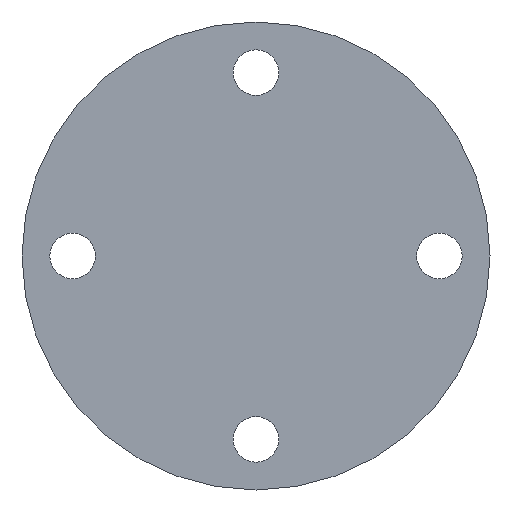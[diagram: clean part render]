
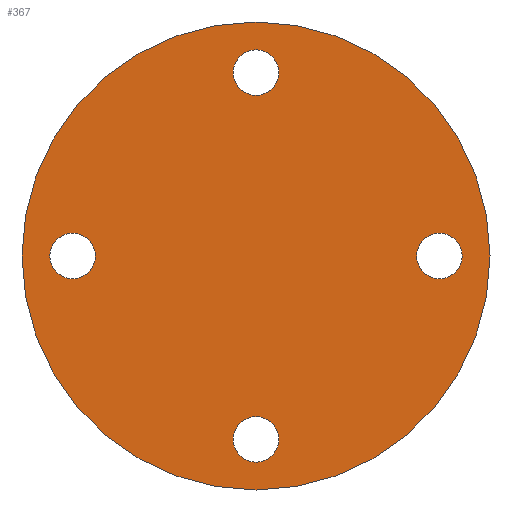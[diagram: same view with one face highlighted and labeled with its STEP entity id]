
A CAD part, front view. The second image highlights one B-rep face of the part: STEP entity #367.
In plain terms, the highlighted planar face has unit normal (0, -1, 0).
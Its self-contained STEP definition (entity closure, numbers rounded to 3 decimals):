
#6 = CARTESIAN_POINT ( 'NONE',  ( 0., 0., 0. ) ) ;
#11 = CARTESIAN_POINT ( 'NONE',  ( -92.5, 0., 0. ) ) ;
#12 = DIRECTION ( 'NONE',  ( 1., 0., 0. ) ) ;
#13 = VERTEX_POINT ( 'NONE', #314 ) ;
#15 = EDGE_LOOP ( 'NONE', ( #157, #34 ) ) ;
#18 = CARTESIAN_POINT ( 'NONE',  ( 72.5, 0., 0. ) ) ;
#19 = VERTEX_POINT ( 'NONE', #424 ) ;
#26 = AXIS2_PLACEMENT_3D ( 'NONE', #11, #456, #52 ) ;
#28 = CARTESIAN_POINT ( 'NONE',  ( 63.5, 0., 0. ) ) ;
#34 = ORIENTED_EDGE ( 'NONE', *, *, #232, .F. ) ;
#48 = AXIS2_PLACEMENT_3D ( 'NONE', #323, #144, #146 ) ;
#50 = ORIENTED_EDGE ( 'NONE', *, *, #432, .F. ) ;
#52 = DIRECTION ( 'NONE',  ( 0., 0., -1. ) ) ;
#53 = ORIENTED_EDGE ( 'NONE', *, *, #183, .F. ) ;
#60 = CARTESIAN_POINT ( 'NONE',  ( 72.5, 0., 0. ) ) ;
#65 = CARTESIAN_POINT ( 'NONE',  ( 0., 0., 81.5 ) ) ;
#66 = AXIS2_PLACEMENT_3D ( 'NONE', #60, #347, #430 ) ;
#76 = EDGE_CURVE ( 'NONE', #224, #91, #147, .T. ) ;
#81 = ORIENTED_EDGE ( 'NONE', *, *, #162, .F. ) ;
#86 = AXIS2_PLACEMENT_3D ( 'NONE', #6, #181, #398 ) ;
#91 = VERTEX_POINT ( 'NONE', #390 ) ;
#93 = CIRCLE ( 'NONE', #421, 9. ) ;
#95 = CARTESIAN_POINT ( 'NONE',  ( 0., 0., -72.5 ) ) ;
#98 = DIRECTION ( 'NONE',  ( -1., 0., 0. ) ) ;
#102 = DIRECTION ( 'NONE',  ( 0., -1., 0. ) ) ;
#106 = CARTESIAN_POINT ( 'NONE',  ( 0., 0., -92.5 ) ) ;
#114 = VERTEX_POINT ( 'NONE', #65 ) ;
#115 = AXIS2_PLACEMENT_3D ( 'NONE', #462, #428, #98 ) ;
#117 = VERTEX_POINT ( 'NONE', #28 ) ;
#125 = EDGE_LOOP ( 'NONE', ( #275, #53 ) ) ;
#126 = DIRECTION ( 'NONE',  ( 0., -1., 0. ) ) ;
#131 = CIRCLE ( 'NONE', #349, 9. ) ;
#132 = EDGE_CURVE ( 'NONE', #19, #308, #93, .T. ) ;
#136 = EDGE_CURVE ( 'NONE', #308, #19, #357, .T. ) ;
#138 = DIRECTION ( 'NONE',  ( 0., 0., -1. ) ) ;
#144 = DIRECTION ( 'NONE',  ( 0., 1., 0. ) ) ;
#146 = DIRECTION ( 'NONE',  ( 0., 0., 1. ) ) ;
#147 = CIRCLE ( 'NONE', #115, 9. ) ;
#154 = DIRECTION ( 'NONE',  ( 0., -1., 0. ) ) ;
#155 = CARTESIAN_POINT ( 'NONE',  ( 0., 0., 63.5 ) ) ;
#157 = ORIENTED_EDGE ( 'NONE', *, *, #210, .F. ) ;
#161 = ORIENTED_EDGE ( 'NONE', *, *, #389, .F. ) ;
#162 = EDGE_CURVE ( 'NONE', #117, #13, #353, .T. ) ;
#171 = CIRCLE ( 'NONE', #315, 9. ) ;
#178 = DIRECTION ( 'NONE',  ( 0., 0., 1. ) ) ;
#181 = DIRECTION ( 'NONE',  ( 0., 1., 0. ) ) ;
#183 = EDGE_CURVE ( 'NONE', #253, #215, #193, .T. ) ;
#193 = CIRCLE ( 'NONE', #48, 92.5 ) ;
#198 = ORIENTED_EDGE ( 'NONE', *, *, #136, .F. ) ;
#202 = DIRECTION ( 'NONE',  ( 0., -1., 0. ) ) ;
#206 = AXIS2_PLACEMENT_3D ( 'NONE', #18, #328, #12 ) ;
#207 = CIRCLE ( 'NONE', #269, 9. ) ;
#210 = EDGE_CURVE ( 'NONE', #114, #369, #171, .T. ) ;
#212 = AXIS2_PLACEMENT_3D ( 'NONE', #95, #102, #237 ) ;
#215 = VERTEX_POINT ( 'NONE', #298 ) ;
#219 = CARTESIAN_POINT ( 'NONE',  ( 0., 0., -81.5 ) ) ;
#224 = VERTEX_POINT ( 'NONE', #321 ) ;
#231 = CIRCLE ( 'NONE', #206, 9. ) ;
#232 = EDGE_CURVE ( 'NONE', #369, #114, #207, .T. ) ;
#234 = FACE_BOUND ( 'NONE', #266, .T. ) ;
#237 = DIRECTION ( 'NONE',  ( 0., 0., -1. ) ) ;
#244 = CARTESIAN_POINT ( 'NONE',  ( 0., 0., 72.5 ) ) ;
#253 = VERTEX_POINT ( 'NONE', #106 ) ;
#264 = EDGE_LOOP ( 'NONE', ( #161, #81 ) ) ;
#266 = EDGE_LOOP ( 'NONE', ( #198, #451 ) ) ;
#268 = EDGE_CURVE ( 'NONE', #215, #253, #440, .T. ) ;
#269 = AXIS2_PLACEMENT_3D ( 'NONE', #406, #154, #178 ) ;
#275 = ORIENTED_EDGE ( 'NONE', *, *, #268, .F. ) ;
#292 = DIRECTION ( 'NONE',  ( 0., 0., 1. ) ) ;
#298 = CARTESIAN_POINT ( 'NONE',  ( 0., 0., 92.5 ) ) ;
#302 = ORIENTED_EDGE ( 'NONE', *, *, #76, .F. ) ;
#304 = FACE_BOUND ( 'NONE', #324, .T. ) ;
#306 = FACE_BOUND ( 'NONE', #264, .T. ) ;
#308 = VERTEX_POINT ( 'NONE', #219 ) ;
#314 = CARTESIAN_POINT ( 'NONE',  ( 81.5, 0., 0. ) ) ;
#315 = AXIS2_PLACEMENT_3D ( 'NONE', #244, #435, #292 ) ;
#321 = CARTESIAN_POINT ( 'NONE',  ( -81.5, 0., 0. ) ) ;
#323 = CARTESIAN_POINT ( 'NONE',  ( 0., 0., 0. ) ) ;
#324 = EDGE_LOOP ( 'NONE', ( #302, #50 ) ) ;
#328 = DIRECTION ( 'NONE',  ( 0., -1., 0. ) ) ;
#339 = FACE_BOUND ( 'NONE', #15, .T. ) ;
#347 = DIRECTION ( 'NONE',  ( 0., -1., 0. ) ) ;
#349 = AXIS2_PLACEMENT_3D ( 'NONE', #450, #126, #412 ) ;
#353 = CIRCLE ( 'NONE', #66, 9. ) ;
#355 = CARTESIAN_POINT ( 'NONE',  ( 0., 0., -72.5 ) ) ;
#357 = CIRCLE ( 'NONE', #212, 9. ) ;
#367 = ADVANCED_FACE ( 'NONE', ( #304, #339, #306, #234, #454 ), #452, .T. ) ;
#369 = VERTEX_POINT ( 'NONE', #155 ) ;
#389 = EDGE_CURVE ( 'NONE', #13, #117, #231, .T. ) ;
#390 = CARTESIAN_POINT ( 'NONE',  ( -63.5, 0., 0. ) ) ;
#398 = DIRECTION ( 'NONE',  ( 0., 0., 1. ) ) ;
#406 = CARTESIAN_POINT ( 'NONE',  ( 0., 0., 72.5 ) ) ;
#412 = DIRECTION ( 'NONE',  ( -1., 0., 0. ) ) ;
#421 = AXIS2_PLACEMENT_3D ( 'NONE', #355, #202, #138 ) ;
#424 = CARTESIAN_POINT ( 'NONE',  ( 0., 0., -63.5 ) ) ;
#428 = DIRECTION ( 'NONE',  ( 0., -1., 0. ) ) ;
#430 = DIRECTION ( 'NONE',  ( 1., 0., 0. ) ) ;
#432 = EDGE_CURVE ( 'NONE', #91, #224, #131, .T. ) ;
#435 = DIRECTION ( 'NONE',  ( 0., -1., 0. ) ) ;
#440 = CIRCLE ( 'NONE', #86, 92.5 ) ;
#450 = CARTESIAN_POINT ( 'NONE',  ( -72.5, 0., 0. ) ) ;
#451 = ORIENTED_EDGE ( 'NONE', *, *, #132, .F. ) ;
#452 = PLANE ( 'NONE',  #26 ) ;
#454 = FACE_OUTER_BOUND ( 'NONE', #125, .T. ) ;
#456 = DIRECTION ( 'NONE',  ( 0., -1., 0. ) ) ;
#462 = CARTESIAN_POINT ( 'NONE',  ( -72.5, 0., 0. ) ) ;
